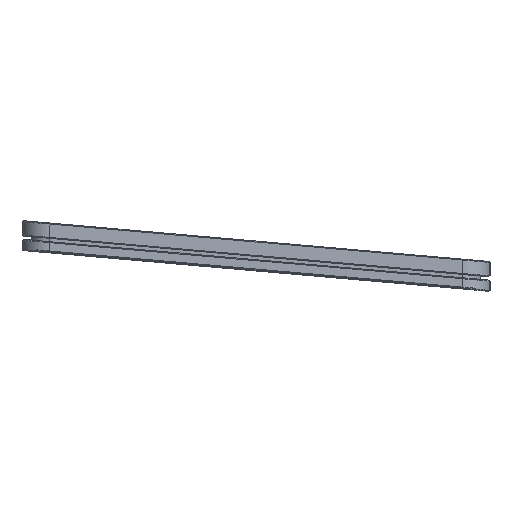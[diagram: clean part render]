
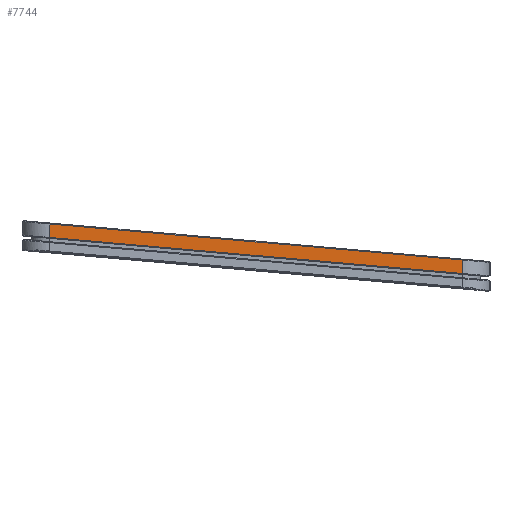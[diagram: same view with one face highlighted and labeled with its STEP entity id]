
A CAD part, left-side view. The second image highlights one B-rep face of the part: STEP entity #7744.
In plain terms, the highlighted planar face has unit normal (-1, 0, 0).
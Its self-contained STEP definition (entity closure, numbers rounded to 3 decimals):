
#7705=CARTESIAN_POINT('',(-63.672,55.705,-1.467));
#7706=DIRECTION('',(1.,0.,-0.));
#7707=DIRECTION('',(-0.,0.,-1.));
#7708=AXIS2_PLACEMENT_3D('',#7705,#7706,#7707);
#7709=PLANE('',#7708);
#7710=CARTESIAN_POINT('',(-63.672,-96.795,-1.979));
#7711=VERTEX_POINT('',#7710);
#7712=CARTESIAN_POINT('',(-63.672,-96.795,1.635));
#7713=VERTEX_POINT('',#7712);
#7714=CARTESIAN_POINT('',(-63.672,-96.795,-1.979));
#7715=DIRECTION('',(0.,-0.,1.));
#7716=VECTOR('',#7715,3.614);
#7717=LINE('',#7714,#7716);
#7718=EDGE_CURVE('',#7711,#7713,#7717,.T.);
#7719=ORIENTED_EDGE('',*,*,#7718,.T.);
#7720=CARTESIAN_POINT('',(-63.672,14.113,11.338));
#7721=VERTEX_POINT('',#7720);
#7722=CARTESIAN_POINT('',(-63.672,-96.795,1.635));
#7723=DIRECTION('',(0.,0.996,0.087));
#7724=VECTOR('',#7723,111.333);
#7725=LINE('',#7722,#7724);
#7726=EDGE_CURVE('',#7713,#7721,#7725,.T.);
#7727=ORIENTED_EDGE('',*,*,#7726,.T.);
#7728=CARTESIAN_POINT('',(-63.672,14.113,7.724));
#7729=VERTEX_POINT('',#7728);
#7730=CARTESIAN_POINT('',(-63.672,14.113,11.338));
#7731=DIRECTION('',(-0.,0.,-1.));
#7732=VECTOR('',#7731,3.614);
#7733=LINE('',#7730,#7732);
#7734=EDGE_CURVE('',#7721,#7729,#7733,.T.);
#7735=ORIENTED_EDGE('',*,*,#7734,.T.);
#7736=CARTESIAN_POINT('',(-63.672,14.113,7.724));
#7737=DIRECTION('',(-0.,-0.996,-0.087));
#7738=VECTOR('',#7737,111.333);
#7739=LINE('',#7736,#7738);
#7740=EDGE_CURVE('',#7729,#7711,#7739,.T.);
#7741=ORIENTED_EDGE('',*,*,#7740,.T.);
#7742=EDGE_LOOP('',(#7719,#7727,#7735,#7741));
#7743=FACE_BOUND('',#7742,.T.);
#7744=ADVANCED_FACE('',(#7743),#7709,.F.);
